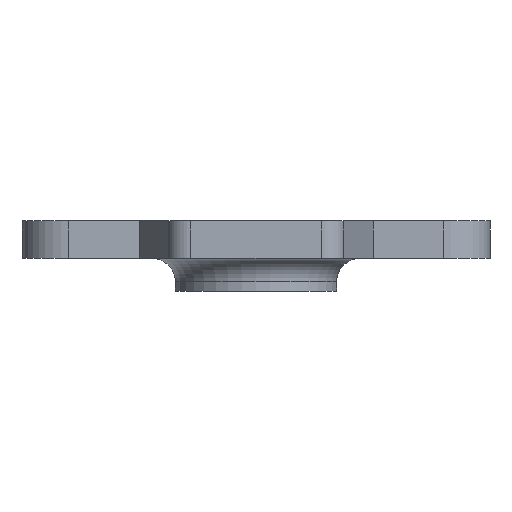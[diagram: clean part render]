
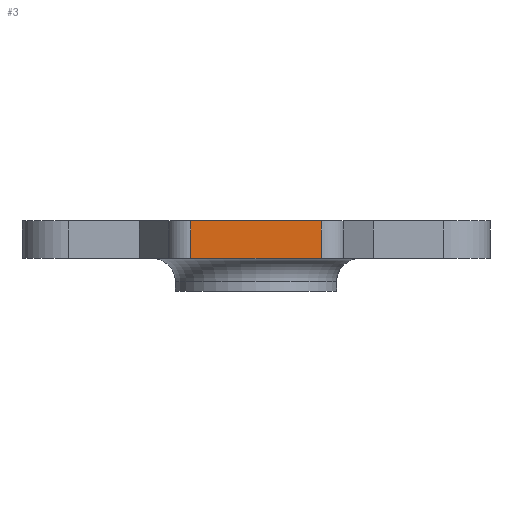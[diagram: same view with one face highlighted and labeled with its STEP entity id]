
A CAD part, left-side view. The second image highlights one B-rep face of the part: STEP entity #3.
In plain terms, the highlighted planar face has unit normal (-1, 0, 0).
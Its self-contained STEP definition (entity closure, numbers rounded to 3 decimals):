
#3 = ADVANCED_FACE ( 'NONE', ( #285 ), #1548, .F. ) ;
#66 = CARTESIAN_POINT ( 'NONE',  ( -42., 2.779, 0. ) ) ;
#226 = VERTEX_POINT ( 'NONE', #1355 ) ;
#285 = FACE_OUTER_BOUND ( 'NONE', #1834, .T. ) ;
#299 = CARTESIAN_POINT ( 'NONE',  ( -42., 2.779, 1.6 ) ) ;
#455 = AXIS2_PLACEMENT_3D ( 'NONE', #299, #1242, #2001 ) ;
#509 = VECTOR ( 'NONE', #1110, 1000. ) ;
#573 = CARTESIAN_POINT ( 'NONE',  ( -42., -2.779, 1.6 ) ) ;
#605 = LINE ( 'NONE', #1121, #1206 ) ;
#616 = DIRECTION ( 'NONE',  ( 0., -1., 0. ) ) ;
#630 = ORIENTED_EDGE ( 'NONE', *, *, #1816, .T. ) ;
#642 = VERTEX_POINT ( 'NONE', #1824 ) ;
#688 = LINE ( 'NONE', #573, #1054 ) ;
#835 = ORIENTED_EDGE ( 'NONE', *, *, #1804, .F. ) ;
#852 = VECTOR ( 'NONE', #854, 1000. ) ;
#854 = DIRECTION ( 'NONE',  ( 0., -1., 0. ) ) ;
#1054 = VECTOR ( 'NONE', #1801, 1000. ) ;
#1074 = CARTESIAN_POINT ( 'NONE',  ( -42., -2.779, 1.6 ) ) ;
#1110 = DIRECTION ( 'NONE',  ( 0., 0., -1. ) ) ;
#1117 = VERTEX_POINT ( 'NONE', #1390 ) ;
#1121 = CARTESIAN_POINT ( 'NONE',  ( -42., 2.779, 1.6 ) ) ;
#1130 = ORIENTED_EDGE ( 'NONE', *, *, #1271, .F. ) ;
#1188 = EDGE_CURVE ( 'NONE', #642, #226, #1918, .T. ) ;
#1200 = VERTEX_POINT ( 'NONE', #1074 ) ;
#1206 = VECTOR ( 'NONE', #616, 1000. ) ;
#1242 = DIRECTION ( 'NONE',  ( 1., 0., 0. ) ) ;
#1267 = CARTESIAN_POINT ( 'NONE',  ( -42., 2.779, 1.6 ) ) ;
#1271 = EDGE_CURVE ( 'NONE', #642, #1200, #605, .T. ) ;
#1355 = CARTESIAN_POINT ( 'NONE',  ( -42., 2.779, 0. ) ) ;
#1390 = CARTESIAN_POINT ( 'NONE',  ( -42., -2.779, 0. ) ) ;
#1394 = ORIENTED_EDGE ( 'NONE', *, *, #1188, .T. ) ;
#1548 = PLANE ( 'NONE',  #455 ) ;
#1667 = LINE ( 'NONE', #66, #852 ) ;
#1801 = DIRECTION ( 'NONE',  ( 0., 0., -1. ) ) ;
#1804 = EDGE_CURVE ( 'NONE', #1200, #1117, #688, .T. ) ;
#1816 = EDGE_CURVE ( 'NONE', #226, #1117, #1667, .T. ) ;
#1824 = CARTESIAN_POINT ( 'NONE',  ( -42., 2.779, 1.6 ) ) ;
#1834 = EDGE_LOOP ( 'NONE', ( #630, #835, #1130, #1394 ) ) ;
#1918 = LINE ( 'NONE', #1267, #509 ) ;
#2001 = DIRECTION ( 'NONE',  ( 0., 0., -1. ) ) ;
